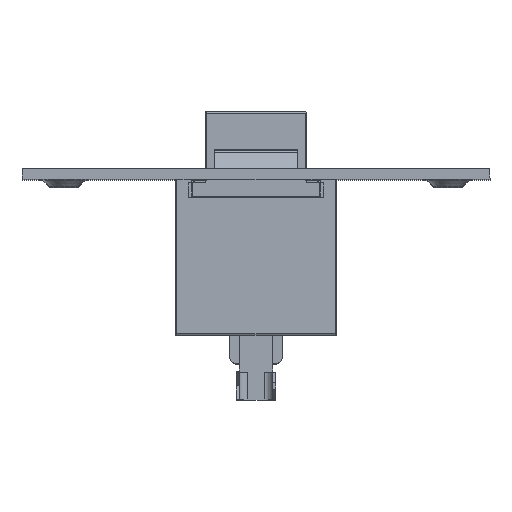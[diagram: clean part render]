
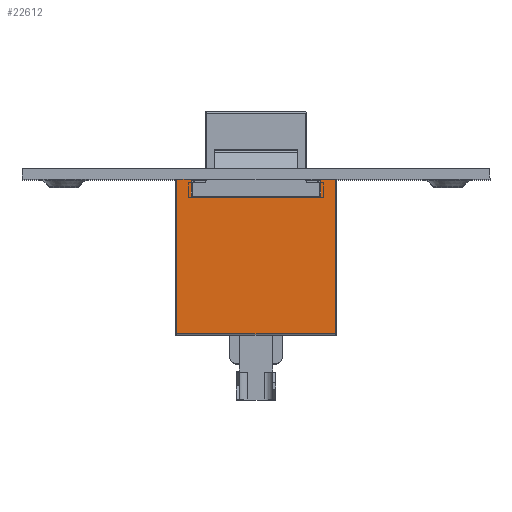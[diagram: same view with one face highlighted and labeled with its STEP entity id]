
A CAD part, top view. The second image highlights one B-rep face of the part: STEP entity #22612.
In plain terms, the highlighted face is planar.
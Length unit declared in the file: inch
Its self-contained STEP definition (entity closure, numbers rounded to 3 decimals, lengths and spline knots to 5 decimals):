
#64 = DIRECTION ( 'NONE',  ( 0., 0., 1. ) ) ;
#483 = ORIENTED_EDGE ( 'NONE', *, *, #28873, .F. ) ;
#2907 = VECTOR ( 'NONE', #32894, 39.37008 ) ;
#3162 = CARTESIAN_POINT ( 'NONE',  ( -0.442, 0.725, 0.37 ) ) ;
#3507 = ORIENTED_EDGE ( 'NONE', *, *, #40497, .T. ) ;
#3673 = VECTOR ( 'NONE', #15995, 39.37008 ) ;
#4959 = VERTEX_POINT ( 'NONE', #41938 ) ;
#6932 = CARTESIAN_POINT ( 'NONE',  ( -0.442, 0.725, -0.4625 ) ) ;
#7126 = ORIENTED_EDGE ( 'NONE', *, *, #37276, .F. ) ;
#8501 = EDGE_CURVE ( 'NONE', #32571, #39681, #26420, .T. ) ;
#9078 = VERTEX_POINT ( 'NONE', #31753 ) ;
#9997 = CARTESIAN_POINT ( 'NONE',  ( -0.45, 0.725, -0.4625 ) ) ;
#11458 = ORIENTED_EDGE ( 'NONE', *, *, #18547, .T. ) ;
#11554 = LINE ( 'NONE', #13611, #27561 ) ;
#12648 = VERTEX_POINT ( 'NONE', #29986 ) ;
#13611 = CARTESIAN_POINT ( 'NONE',  ( -0.45, 0.725, -0.4545 ) ) ;
#14347 = DIRECTION ( 'NONE',  ( 1., 0., 0. ) ) ;
#14476 = DIRECTION ( 'NONE',  ( 1., 0., 0. ) ) ;
#14867 = DIRECTION ( 'NONE',  ( -1., 0., 0. ) ) ;
#15995 = DIRECTION ( 'NONE',  ( 0., 0., -1. ) ) ;
#16860 = DIRECTION ( 'NONE',  ( 0., -1., 0. ) ) ;
#16973 = EDGE_CURVE ( 'NONE', #12648, #4959, #11554, .T. ) ;
#17607 = VERTEX_POINT ( 'NONE', #39263 ) ;
#18143 = VECTOR ( 'NONE', #14867, 39.37008 ) ;
#18403 = CARTESIAN_POINT ( 'NONE',  ( -0.442, 0.725, -0.4625 ) ) ;
#18547 = EDGE_CURVE ( 'NONE', #39681, #12648, #30145, .T. ) ;
#18673 = VERTEX_POINT ( 'NONE', #3162 ) ;
#19226 = LINE ( 'NONE', #28442, #18143 ) ;
#19845 = CARTESIAN_POINT ( 'NONE',  ( -0.34, 0.725, -0.37 ) ) ;
#20164 = EDGE_CURVE ( 'NONE', #4959, #17607, #24239, .T. ) ;
#21809 = DIRECTION ( 'NONE',  ( 0., 0., 1. ) ) ;
#22612 = ADVANCED_FACE ( 'NONE', ( #31532 ), #37310, .F. ) ;
#23383 = EDGE_CURVE ( 'NONE', #38032, #17607, #19226, .T. ) ;
#24239 = LINE ( 'NONE', #18403, #41366 ) ;
#25331 = VECTOR ( 'NONE', #14347, 39.37008 ) ;
#26420 = LINE ( 'NONE', #41711, #25331 ) ;
#26741 = ORIENTED_EDGE ( 'NONE', *, *, #16973, .T. ) ;
#26904 = ORIENTED_EDGE ( 'NONE', *, *, #8501, .T. ) ;
#27340 = DIRECTION ( 'NONE',  ( -1., 0., 0. ) ) ;
#27561 = VECTOR ( 'NONE', #27340, 39.37008 ) ;
#27662 = AXIS2_PLACEMENT_3D ( 'NONE', #9997, #16860, #40757 ) ;
#28442 = CARTESIAN_POINT ( 'NONE',  ( -0.34, 0.725, -0.37 ) ) ;
#28873 = EDGE_CURVE ( 'NONE', #9078, #38032, #37885, .T. ) ;
#29450 = CARTESIAN_POINT ( 'NONE',  ( 0.442, 0.725, -0.4625 ) ) ;
#29986 = CARTESIAN_POINT ( 'NONE',  ( 0.442, 0.725, -0.4545 ) ) ;
#30145 = LINE ( 'NONE', #29450, #2907 ) ;
#30334 = LINE ( 'NONE', #38378, #38359 ) ;
#31532 = FACE_OUTER_BOUND ( 'NONE', #31565, .T. ) ;
#31565 = EDGE_LOOP ( 'NONE', ( #26741, #36313, #42850, #483, #7126, #3507, #26904, #11458 ) ) ;
#31753 = CARTESIAN_POINT ( 'NONE',  ( -0.34, 0.725, 0.37 ) ) ;
#32571 = VERTEX_POINT ( 'NONE', #36011 ) ;
#32894 = DIRECTION ( 'NONE',  ( 0., 0., -1. ) ) ;
#34487 = CARTESIAN_POINT ( 'NONE',  ( -0.34, 0.725, -0.37 ) ) ;
#35510 = VECTOR ( 'NONE', #64, 39.37008 ) ;
#36011 = CARTESIAN_POINT ( 'NONE',  ( -0.442, 0.725, 0.4545 ) ) ;
#36313 = ORIENTED_EDGE ( 'NONE', *, *, #20164, .T. ) ;
#36587 = LINE ( 'NONE', #6932, #35510 ) ;
#37276 = EDGE_CURVE ( 'NONE', #18673, #9078, #30334, .T. ) ;
#37310 = PLANE ( 'NONE',  #27662 ) ;
#37885 = LINE ( 'NONE', #19845, #3673 ) ;
#38032 = VERTEX_POINT ( 'NONE', #34487 ) ;
#38359 = VECTOR ( 'NONE', #14476, 39.37008 ) ;
#38378 = CARTESIAN_POINT ( 'NONE',  ( -0.34, 0.725, 0.37 ) ) ;
#39263 = CARTESIAN_POINT ( 'NONE',  ( -0.442, 0.725, -0.37 ) ) ;
#39681 = VERTEX_POINT ( 'NONE', #40320 ) ;
#40320 = CARTESIAN_POINT ( 'NONE',  ( 0.442, 0.725, 0.4545 ) ) ;
#40497 = EDGE_CURVE ( 'NONE', #18673, #32571, #36587, .T. ) ;
#40757 = DIRECTION ( 'NONE',  ( 0., 0., -1. ) ) ;
#41366 = VECTOR ( 'NONE', #21809, 39.37008 ) ;
#41711 = CARTESIAN_POINT ( 'NONE',  ( -0.45, 0.725, 0.4545 ) ) ;
#41938 = CARTESIAN_POINT ( 'NONE',  ( -0.442, 0.725, -0.4545 ) ) ;
#42850 = ORIENTED_EDGE ( 'NONE', *, *, #23383, .F. ) ;
